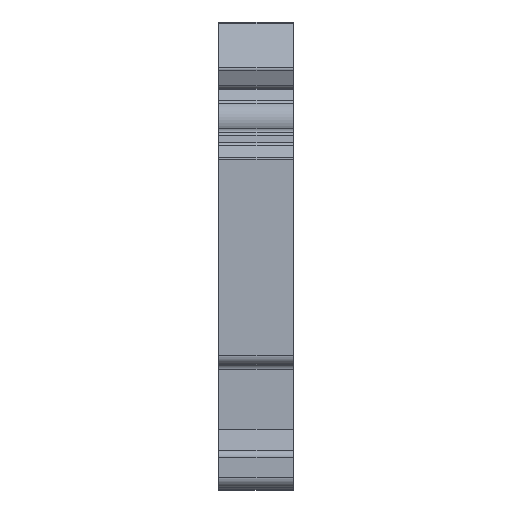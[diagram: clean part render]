
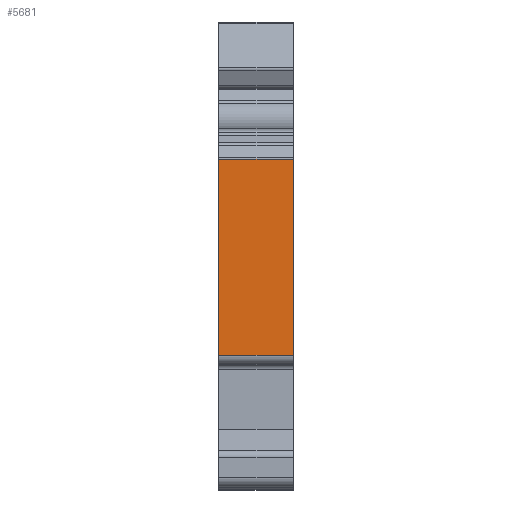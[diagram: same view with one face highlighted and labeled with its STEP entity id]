
A CAD part, left-side view. The second image highlights one B-rep face of the part: STEP entity #5681.
In plain terms, the highlighted planar face has unit normal (-1, 0, 0).
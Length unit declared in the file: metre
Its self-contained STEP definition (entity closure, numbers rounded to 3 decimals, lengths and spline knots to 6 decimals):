
#120=PLANE('',#6150);
#348=FACE_OUTER_BOUND('',#644,.T.);
#644=EDGE_LOOP('',(#4182,#4183,#4184,#4185));
#1149=LINE('',#9105,#1697);
#1150=LINE('',#9111,#1698);
#1151=LINE('',#9112,#1699);
#1152=LINE('',#9113,#1700);
#1697=VECTOR('',#7396,0.008);
#1698=VECTOR('',#7403,0.008);
#1699=VECTOR('',#7404,0.021);
#1700=VECTOR('',#7405,0.021);
#2532=VERTEX_POINT('',#9103);
#2533=VERTEX_POINT('',#9104);
#2534=VERTEX_POINT('',#9109);
#2535=VERTEX_POINT('',#9110);
#3219=EDGE_CURVE('',#2532,#2533,#1149,.T.);
#3222=EDGE_CURVE('',#2534,#2535,#1150,.F.);
#3223=EDGE_CURVE('',#2534,#2532,#1151,.T.);
#3224=EDGE_CURVE('',#2533,#2535,#1152,.T.);
#4182=ORIENTED_EDGE('',*,*,#3222,.F.);
#4183=ORIENTED_EDGE('',*,*,#3223,.T.);
#4184=ORIENTED_EDGE('',*,*,#3219,.T.);
#4185=ORIENTED_EDGE('',*,*,#3224,.T.);
#5681=ADVANCED_FACE('',(#348),#120,.F.);
#6150=AXIS2_PLACEMENT_3D('',#9108,#7401,#7402);
#7396=DIRECTION('',(0.,-1.,0.));
#7401=DIRECTION('center_axis',(1.,0.,0.));
#7402=DIRECTION('ref_axis',(0.,0.,-1.));
#7403=DIRECTION('',(0.,1.,0.));
#7404=DIRECTION('',(0.,0.,-1.));
#7405=DIRECTION('',(0.,0.,1.));
#9103=CARTESIAN_POINT('',(-0.05835,0.008,0.007807));
#9104=CARTESIAN_POINT('',(-0.05835,0.,0.007807));
#9105=CARTESIAN_POINT('',(-0.05835,0.008,0.007807));
#9108=CARTESIAN_POINT('Origin',(-0.05835,0.01,0.007807));
#9109=CARTESIAN_POINT('',(-0.05835,0.008,0.028807));
#9110=CARTESIAN_POINT('',(-0.05835,0.,0.028807));
#9111=CARTESIAN_POINT('',(-0.05835,0.,0.028807));
#9112=CARTESIAN_POINT('',(-0.05835,0.008,0.028807));
#9113=CARTESIAN_POINT('',(-0.05835,0.,0.007807));
